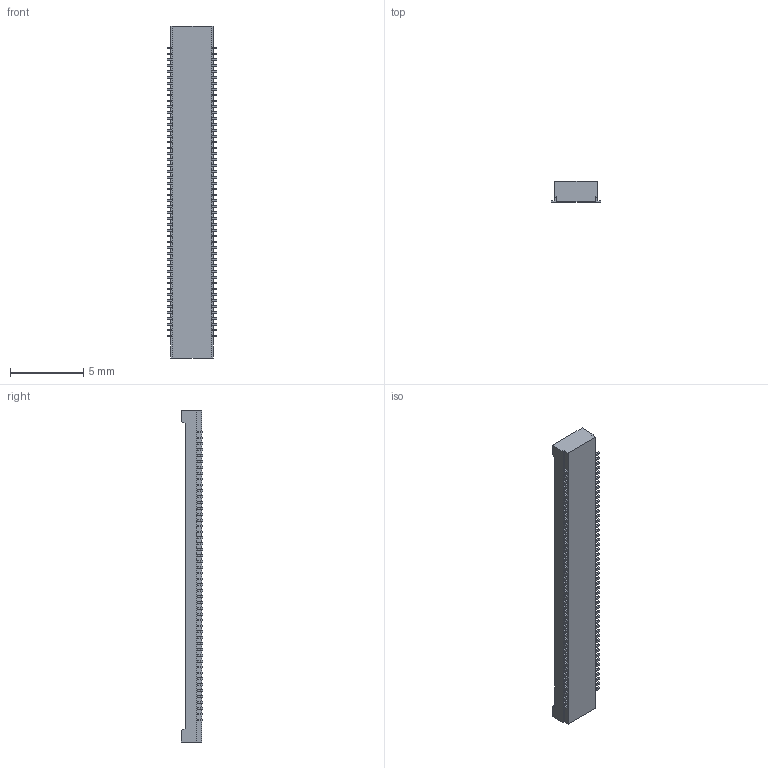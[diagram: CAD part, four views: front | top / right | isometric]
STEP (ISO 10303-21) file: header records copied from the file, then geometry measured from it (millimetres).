
FILE_DESCRIPTION(/* description */ (''),/* implementation_level */ '2;1');
FILE_NAME(/* name */ 'DF40C-100DS-0.4V.step',/* time_stamp */ '2020-11-16T23:33:51+01:00',/* author */ (''),/* organization */ (''),/* preprocessor_version */ 'ST-DEVELOPER v18.1',/* originating_system */ 'Autodesk Translation Framework v9.3.0.1241',/* authorisation */ '');
FILE_SCHEMA (('AUTOMOTIVE_DESIGN { 1 0 10303 214 3 1 1 }'));
Products named in the file (1): (Unsaved)
Bounding box: 3.38 x 1.45 x 22.6 mm (x, y, z)
Volume: 56.5 mm3; surface area: 298.6 mm2
Topology: 1 solids, 1 shells, 2193 faces, 5924 edges, 3936 vertices
Faces by surface type: plane 1769, cylinder 412, cone 12
Entity records: 70089 total; most frequent: CARTESIAN_POINT 12054, ORIENTED_EDGE 11848, DIRECTION 11156, EDGE_CURVE 5924, LINE 5080, VECTOR 5080, VERTEX_POINT 3936, AXIS2_PLACEMENT_3D 3038
